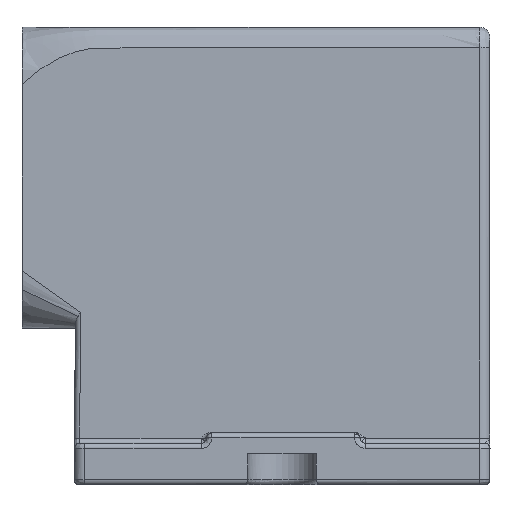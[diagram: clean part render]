
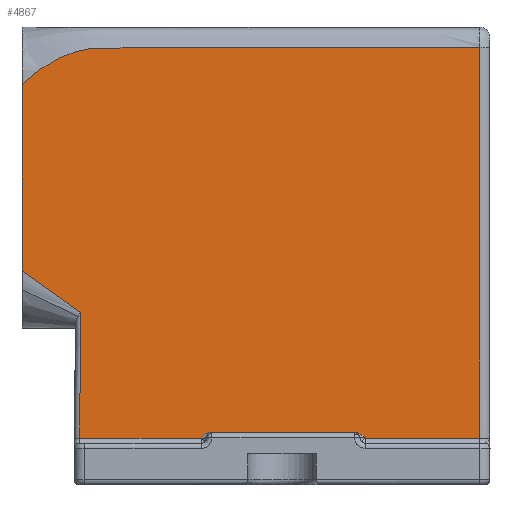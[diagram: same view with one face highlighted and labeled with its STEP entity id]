
A CAD part, left-side view. The second image highlights one B-rep face of the part: STEP entity #4867.
In plain terms, the highlighted planar face has unit normal (-1, 0, 0.009).
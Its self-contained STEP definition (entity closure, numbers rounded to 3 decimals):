
#120=DIRECTION('',(0.,1.,0.));
#121=VECTOR('',#120,21.999);
#122=CARTESIAN_POINT('',(-78.491,2.,-50.008));
#123=LINE('',#122,#121);
#139=DIRECTION('',(-0.009,0.009,-1.));
#140=VECTOR('',#139,24.134);
#141=CARTESIAN_POINT('',(-78.281,78.711,-25.875));
#142=LINE('',#141,#140);
#143=DIRECTION('',(-0.005,-0.817,-0.577));
#144=VECTOR('',#143,13.82);
#145=CARTESIAN_POINT('',(-78.211,90.,-17.904));
#146=LINE('',#145,#144);
#147=CARTESIAN_POINT('',(-77.836,2.,25.035));
#148=CARTESIAN_POINT('',(-77.836,9.539,25.035));
#149=CARTESIAN_POINT('',(-77.836,20.847,25.035));
#150=CARTESIAN_POINT('',(-77.836,35.924,25.035));
#151=CARTESIAN_POINT('',(-77.836,47.232,25.034));
#152=CARTESIAN_POINT('',(-77.836,56.656,25.036));
#153=CARTESIAN_POINT('',(-77.836,64.194,25.032));
#154=CARTESIAN_POINT('',(-77.836,68.906,25.043));
#155=CARTESIAN_POINT('',(-77.837,72.674,25.021));
#156=CARTESIAN_POINT('',(-77.836,75.506,25.087));
#157=CARTESIAN_POINT('',(-77.839,78.315,24.725));
#158=CARTESIAN_POINT('',(-77.848,81.893,23.658));
#159=CARTESIAN_POINT('',(-77.867,85.928,21.496));
#160=CARTESIAN_POINT('',(-77.887,88.7,19.275));
#161=CARTESIAN_POINT('',(-77.897,90.,18.096));
#168=CARTESIAN_POINT('',(-78.491,23.999,-50.001));
#169=CARTESIAN_POINT('',(-78.49,24.106,-49.885));
#170=CARTESIAN_POINT('',(-78.488,24.312,-49.679));
#171=CARTESIAN_POINT('',(-78.486,24.616,-49.419));
#172=CARTESIAN_POINT('',(-78.484,24.915,-49.222));
#173=CARTESIAN_POINT('',(-78.483,25.203,-49.088));
#174=CARTESIAN_POINT('',(-78.483,25.477,-49.015));
#175=CARTESIAN_POINT('',(-78.483,25.646,-48.999));
#176=CARTESIAN_POINT('',(-78.483,25.727,-49.));
#1538=DIRECTION('',(-0.009,0.,-1.));
#1539=VECTOR('',#1538,75.045);
#1540=CARTESIAN_POINT('',(-77.836,2.,25.035));
#1541=LINE('',#1540,#1539);
#1608=DIRECTION('',(0.009,0.,1.));
#1609=VECTOR('',#1608,36.001);
#1610=CARTESIAN_POINT('',(-78.211,90.,-17.904));
#1611=LINE('',#1610,#1609);
#3659=DIRECTION('',(0.,1.,0.));
#3660=VECTOR('',#3659,28.046);
#3661=CARTESIAN_POINT('',(-78.483,25.727,-49.));
#3662=LINE('',#3661,#3660);
#3716=CARTESIAN_POINT('',(-78.491,55.502,
-50.005));
#3727=DIRECTION('',(0.,1.,0.));
#3728=VECTOR('',#3727,23.419);
#3729=CARTESIAN_POINT('',(-78.491,55.502,
-50.005));
#3730=LINE('',#3729,#3728);
#3771=CARTESIAN_POINT('',(-78.483,53.773,-49.));
#3772=CARTESIAN_POINT('',(-78.483,53.853,
-49.002));
#3773=CARTESIAN_POINT('',(-78.483,54.003,
-49.013));
#3774=CARTESIAN_POINT('',(-78.483,54.195,
-49.06));
#3775=CARTESIAN_POINT('',(-78.484,54.36,
-49.119));
#3776=CARTESIAN_POINT('',(-78.484,54.502,
-49.185));
#3777=CARTESIAN_POINT('',(-78.485,54.625,
-49.253));
#3778=CARTESIAN_POINT('',(-78.485,54.733,
-49.321));
#3779=CARTESIAN_POINT('',(-78.486,54.828,
-49.387));
#3780=CARTESIAN_POINT('',(-78.486,54.913,
-49.451));
#3781=CARTESIAN_POINT('',(-78.487,54.987,
-49.511));
#3782=CARTESIAN_POINT('',(-78.487,55.054,
-49.567));
#3783=CARTESIAN_POINT('',(-78.488,55.115,
-49.62));
#3784=CARTESIAN_POINT('',(-78.488,55.169,
-49.67));
#3785=CARTESIAN_POINT('',(-78.489,55.219,
-49.716));
#3786=CARTESIAN_POINT('',(-78.489,55.264,
-49.759));
#3787=CARTESIAN_POINT('',(-78.49,55.305,
-49.798));
#3788=CARTESIAN_POINT('',(-78.49,55.343,
-49.835));
#3789=CARTESIAN_POINT('',(-78.49,55.378,
-49.869));
#3790=CARTESIAN_POINT('',(-78.49,55.409,
-49.901));
#3791=CARTESIAN_POINT('',(-78.491,55.439,
-49.929));
#3792=CARTESIAN_POINT('',(-78.491,55.467,
-49.954));
#3793=CARTESIAN_POINT('',(-78.491,55.49,
-49.979));
#3794=CARTESIAN_POINT('',(-78.491,55.496,
-49.995));
#3795=CARTESIAN_POINT('',(-78.491,55.502,
-50.005));
#3905=CARTESIAN_POINT('',(-78.491,24.,-50.));
#3906=VERTEX_POINT('',#3905);
#3912=VERTEX_POINT('',#3716);
#4273=CARTESIAN_POINT('',(-78.491,78.922,
-50.009));
#4275=VERTEX_POINT('',#4273);
#4279=CARTESIAN_POINT('',(-78.491,2.,
-50.009));
#4281=VERTEX_POINT('',#4279);
#4342=CARTESIAN_POINT('',(-78.483,53.773,-49.));
#4343=VERTEX_POINT('',#4342);
#4344=CARTESIAN_POINT('',(-78.281,78.711,
-25.875));
#4345=VERTEX_POINT('',#4344);
#4346=CARTESIAN_POINT('',(-78.483,25.727,-49.));
#4347=VERTEX_POINT('',#4346);
#4357=CARTESIAN_POINT('',(-77.836,2.,25.035));
#4358=VERTEX_POINT('',#4357);
#4365=CARTESIAN_POINT('',(-78.211,90.,-17.904));
#4366=VERTEX_POINT('',#4365);
#4377=VERTEX_POINT('',#161);
#4841=CARTESIAN_POINT('',(-78.5,-4.,-51.));
#4842=DIRECTION('',(-1.,0.,0.009));
#4843=DIRECTION('',(0.009,0.,1.));
#4844=AXIS2_PLACEMENT_3D('',#4841,#4842,#4843);
#4845=PLANE('',#4844);
#4847=ORIENTED_EDGE('',*,*,#4846,.T.);
#4849=ORIENTED_EDGE('',*,*,#4848,.T.);
#4851=ORIENTED_EDGE('',*,*,#4850,.T.);
#4853=ORIENTED_EDGE('',*,*,#4852,.T.);
#4855=ORIENTED_EDGE('',*,*,#4854,.F.);
#4857=ORIENTED_EDGE('',*,*,#4856,.F.);
#4859=ORIENTED_EDGE('',*,*,#4858,.T.);
#4861=ORIENTED_EDGE('',*,*,#4860,.F.);
#4863=ORIENTED_EDGE('',*,*,#4862,.T.);
#4864=ORIENTED_EDGE('',*,*,#4824,.T.);
#4865=EDGE_LOOP('',(#4847,#4849,#4851,#4853,#4855,#4857,#4859,#4861,#4863,
#4864));
#4866=FACE_OUTER_BOUND('',#4865,.F.);
#162=B_SPLINE_CURVE_WITH_KNOTS('',3,(#147,#148,#149,#150,#151,#152,#153,#154,
#155,#156,#157,#158,#159,#160,#161),.UNSPECIFIED.,.F.,.F.,(4,1,1,1,1,1,1,1,1,1,
1,1,4),(0.,0.25,0.375,0.5,0.625,0.688,0.75,0.781,0.813,
0.844,0.875,0.938,1.),.UNSPECIFIED.);
#177=B_SPLINE_CURVE_WITH_KNOTS('',3,(#168,#169,#170,#171,#172,#173,#174,#175,
#176),.UNSPECIFIED.,.F.,.F.,(4,1,1,1,1,1,4),(0.,0.167,
0.333,0.5,0.667,0.833,1.),
.UNSPECIFIED.);
#3796=B_SPLINE_CURVE_WITH_KNOTS('',3,(#3771,#3772,#3773,#3774,#3775,#3776,#3777,
#3778,#3779,#3780,#3781,#3782,#3783,#3784,#3785,#3786,#3787,#3788,#3789,#3790,
#3791,#3792,#3793,#3794,#3795),.UNSPECIFIED.,.F.,.F.,(4,1,1,1,1,1,1,1,1,1,1,1,1,
1,1,1,1,1,1,1,1,1,4),(0.,0.045,0.091,
0.136,0.182,0.227,0.273,
0.318,0.364,0.409,0.455,0.5,
0.545,0.591,0.636,0.682,
0.727,0.773,0.818,0.864,
0.909,0.955,1.),.UNSPECIFIED.);
#4824=EDGE_CURVE('',#4281,#3906,#123,.T.);
#4846=EDGE_CURVE('',#3906,#4347,#177,.T.);
#4848=EDGE_CURVE('',#4347,#4343,#3662,.T.);
#4850=EDGE_CURVE('',#4343,#3912,#3796,.T.);
#4852=EDGE_CURVE('',#3912,#4275,#3730,.T.);
#4854=EDGE_CURVE('',#4345,#4275,#142,.T.);
#4856=EDGE_CURVE('',#4366,#4345,#146,.T.);
#4858=EDGE_CURVE('',#4366,#4377,#1611,.T.);
#4860=EDGE_CURVE('',#4358,#4377,#162,.T.);
#4862=EDGE_CURVE('',#4358,#4281,#1541,.T.);
#4867=ADVANCED_FACE('',(#4866),#4845,.T.);
